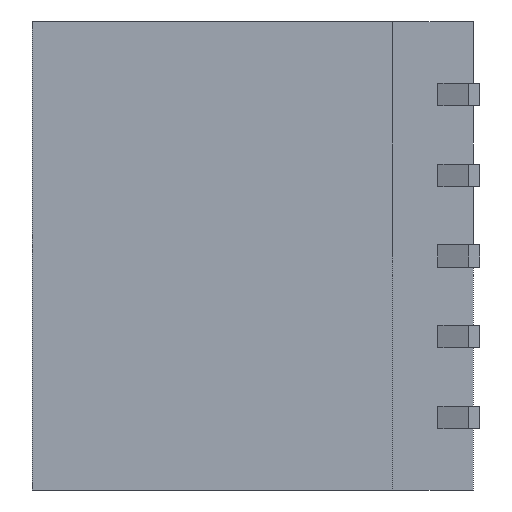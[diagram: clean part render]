
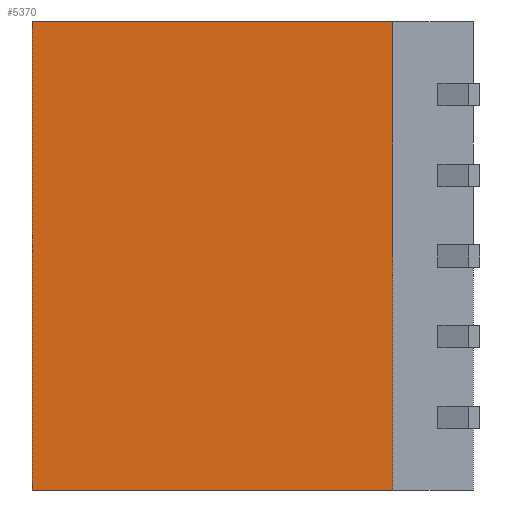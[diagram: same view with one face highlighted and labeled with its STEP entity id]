
A CAD part, left-side view. The second image highlights one B-rep face of the part: STEP entity #5370.
In plain terms, the highlighted planar face has unit normal (-1, 0, 0).
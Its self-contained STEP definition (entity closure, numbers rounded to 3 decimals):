
#85 = CARTESIAN_POINT ( 'NONE',  ( -6.5, 13.67, -7.25 ) ) ;
#295 = LINE ( 'NONE', #4637, #3718 ) ;
#491 = ORIENTED_EDGE ( 'NONE', *, *, #9901, .F. ) ;
#550 = LINE ( 'NONE', #10595, #3025 ) ;
#588 = CARTESIAN_POINT ( 'NONE',  ( -6.5, 13.67, -7.25 ) ) ;
#1024 = CARTESIAN_POINT ( 'NONE',  ( -6.5, 13.67, -2.417 ) ) ;
#1375 = DIRECTION ( 'NONE',  ( 0., 0., -1. ) ) ;
#1545 = VERTEX_POINT ( 'NONE', #5414 ) ;
#1749 = CARTESIAN_POINT ( 'NONE',  ( -6.5, 13.67, 2.417 ) ) ;
#1972 = CARTESIAN_POINT ( 'NONE',  ( -6.5, 2.501, -7.25 ) ) ;
#2042 = VERTEX_POINT ( 'NONE', #3453 ) ;
#2252 = EDGE_CURVE ( 'NONE', #1545, #2042, #5237, .T. ) ;
#2509 = VERTEX_POINT ( 'NONE', #8467 ) ;
#3025 = VECTOR ( 'NONE', #1375, 1000. ) ;
#3453 = CARTESIAN_POINT ( 'NONE',  ( -6.5, 13.67, 7.25 ) ) ;
#3718 = VECTOR ( 'NONE', #10398, 1000. ) ;
#3846 = DIRECTION ( 'NONE',  ( 1., 0., 0. ) ) ;
#4488 = CARTESIAN_POINT ( 'NONE',  ( -6.5, 13.67, 7.25 ) ) ;
#4526 = B_SPLINE_CURVE_WITH_KNOTS ( 'NONE', 3,
 ( #85, #1024, #1749, #4488 ),
 .UNSPECIFIED., .F., .F.,
 ( 4, 4 ),
 ( 0., 1. ),
 .UNSPECIFIED. ) ;
#4637 = CARTESIAN_POINT ( 'NONE',  ( -6.5, 13.67, -7.25 ) ) ;
#5216 = EDGE_LOOP ( 'NONE', ( #491, #10288, #10026, #8174 ) ) ;
#5237 = LINE ( 'NONE', #9375, #5861 ) ;
#5370 = ADVANCED_FACE ( 'NONE', ( #7240 ), #5701, .F. ) ;
#5414 = CARTESIAN_POINT ( 'NONE',  ( -6.5, 2.501, 7.25 ) ) ;
#5481 = DIRECTION ( 'NONE',  ( 0., 0., -1. ) ) ;
#5701 = PLANE ( 'NONE',  #10714 ) ;
#5861 = VECTOR ( 'NONE', #9214, 1000. ) ;
#7240 = FACE_OUTER_BOUND ( 'NONE', #5216, .T. ) ;
#8174 = ORIENTED_EDGE ( 'NONE', *, *, #9535, .F. ) ;
#8467 = CARTESIAN_POINT ( 'NONE',  ( -6.5, 13.67, -7.25 ) ) ;
#8522 = VERTEX_POINT ( 'NONE', #1972 ) ;
#9062 = EDGE_CURVE ( 'NONE', #2509, #2042, #4526, .T. ) ;
#9214 = DIRECTION ( 'NONE',  ( 0., 1., 0. ) ) ;
#9375 = CARTESIAN_POINT ( 'NONE',  ( -6.5, 13.67, 7.25 ) ) ;
#9535 = EDGE_CURVE ( 'NONE', #8522, #2509, #295, .T. ) ;
#9901 = EDGE_CURVE ( 'NONE', #1545, #8522, #550, .T. ) ;
#10026 = ORIENTED_EDGE ( 'NONE', *, *, #9062, .F. ) ;
#10288 = ORIENTED_EDGE ( 'NONE', *, *, #2252, .T. ) ;
#10398 = DIRECTION ( 'NONE',  ( 0., 1., 0. ) ) ;
#10595 = CARTESIAN_POINT ( 'NONE',  ( -6.5, 2.501, -7.25 ) ) ;
#10714 = AXIS2_PLACEMENT_3D ( 'NONE', #588, #3846, #5481 ) ;
